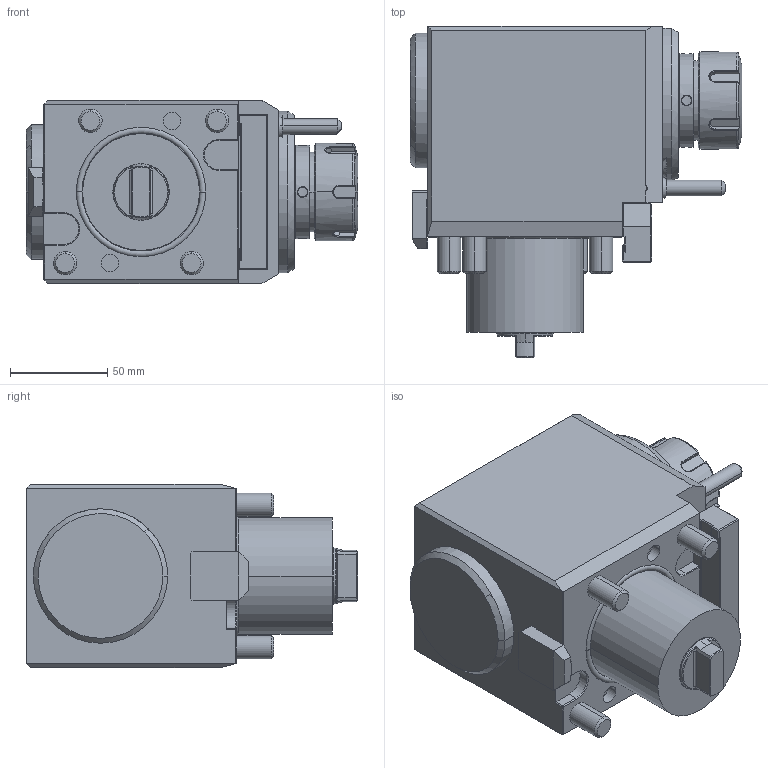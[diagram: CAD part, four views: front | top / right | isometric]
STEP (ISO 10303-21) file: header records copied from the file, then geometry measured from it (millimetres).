
FILE_DESCRIPTION((''),'2;1');
FILE_NAME('NGT2_60_201_32_1_3_70_JA','2017-03-13T',('vali'),('NOVA GRUP'),'PRO/ENGINEER BY PARAMETRIC TECHNOLOGY CORPORATION, 2010280','PRO/ENGINEER BY PARAMETRIC TECHNOLOGY CORPORATION, 2010280','');
FILE_SCHEMA(('CONFIG_CONTROL_DESIGN'));
Length unit declared in the file: millimetre
Products named in the file (1): NGT2_60_201_32_1_3_70_JA
Bounding box: 170.3 x 170 x 94 mm (x, y, z)
Volume: 1502133.9 mm3; surface area: 100372.8 mm2
Topology: 1 solids, 1 shells, 385 faces, 934 edges, 566 vertices
Faces by surface type: plane 181, cylinder 98, cone 46, bspline 44, torus 14, sphere 2
Entity records: 15080 total; most frequent: CARTESIAN_POINT 6535, ORIENTED_EDGE 1844, DIRECTION 1592, EDGE_CURVE 922, VERTEX_POINT 566, AXIS2_PLACEMENT_3D 533, VECTOR 526, LINE 526
